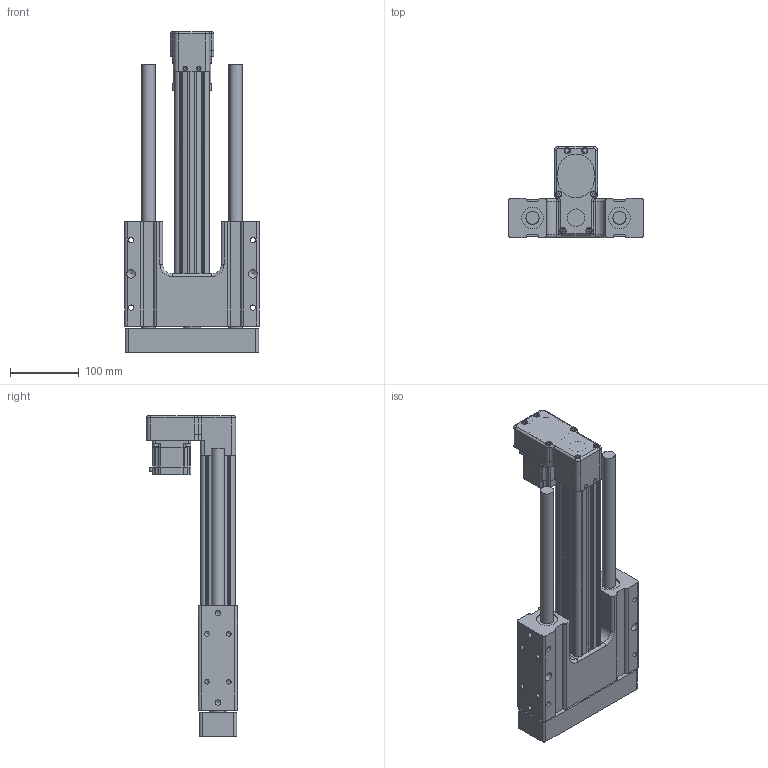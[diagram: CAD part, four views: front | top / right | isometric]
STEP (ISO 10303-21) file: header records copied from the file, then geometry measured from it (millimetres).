
FILE_DESCRIPTION (( 'STEP AP203' ), '1' );
FILE_NAME ('GSA24_BN02_SK8.000_GS-495138-1.step', '2025-08-14T20:09:10', ( '' ), ( '' ), 'SwSTEP 2.0', 'SolidWorks 2024', '' );
FILE_SCHEMA (( 'CONFIG_CONTROL_DESIGN' ));
Length unit declared in the file: inch
Products named in the file (8): GSA24_BN02_SK8.000_GS-495138-1; temp0_22241064_GSA24_BN02_SK8.000_GS-495138-1_DEFAULT WEB; tempJoin1_83169035_GSA24_BN02_SK8.000_GS-495138-1; temp1_22241021_GSA24_BN02_SK8.000_GS-495138-1; 36041777_GSA24_BN02_SK8.000_GS-495138-1; Base_GSA24_BN02_SK8.000_GS-495138-1; 22249806_GSA24_BN02_SK8.000_GS-495138-1; temp0_22241021_GSA24_BN02_SK8.000_GS-495138-1
Assembly tree (7 placements, depth 2):
  GSA24_BN02_SK8.000_GS-495138-1
    22249806_GSA24_BN02_SK8.000_GS-495138-1
    temp0_22241064_GSA24_BN02_SK8.000_GS-495138-1_DEFAULT WEB
    temp0_22241021_GSA24_BN02_SK8.000_GS-495138-1
    temp1_22241021_GSA24_BN02_SK8.000_GS-495138-1
    36041777_GSA24_BN02_SK8.000_GS-495138-1
    tempJoin1_83169035_GSA24_BN02_SK8.000_GS-495138-1
    Base_GSA24_BN02_SK8.000_GS-495138-1
Bounding box: 196.85 x 132.84 x 467.74 mm (x, y, z)
Volume: 2726008.8 mm3; surface area: 461615.7 mm2
Topology: 16 solids, 17 shells, 899 faces, 2294 edges, 1483 vertices
Faces by surface type: plane 502, cylinder 302, cone 74, torus 14, sphere 6, bspline 1
Full cylindrical faces by diameter (mm): 1 x6, 2.647 x1, 3.505 x1, 4.2 x8, 5 x4, 5.1 x4, 5.105 x2, 5.74 x1, 6.35 x5, 6.528 x4, 6.756 x4, 7.62 x4, 7.937 x2, 7.938 x4, 7.95 x2, 8.5 x10, 9.144 x6, 9.525 x2, 11.176 x4, 12.7 x2, 13.462 x4, 15.875 x1, 17.462 x1, 17.475 x1, 18.999 x2, 19.05 x4, 19.837 x2, 20.244 x1, 21.844 x1, 24.003 x2
Entity records: 26992 total; most frequent: CARTESIAN_POINT 4944, DIRECTION 4542, ORIENTED_EDGE 4098, EDGE_CURVE 2049, AXIS2_PLACEMENT_3D 1654, VERTEX_POINT 1403, VECTOR 1234, LINE 1234
